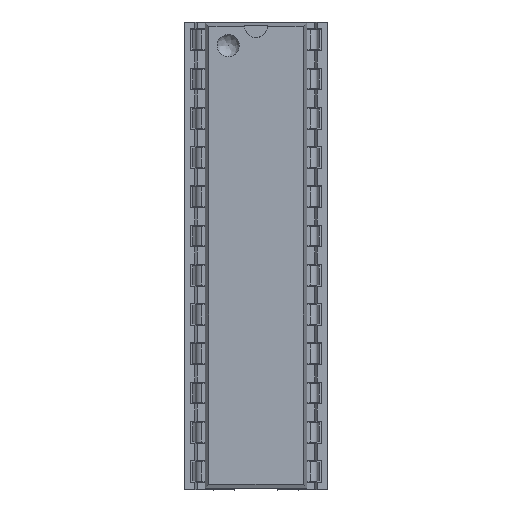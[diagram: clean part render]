
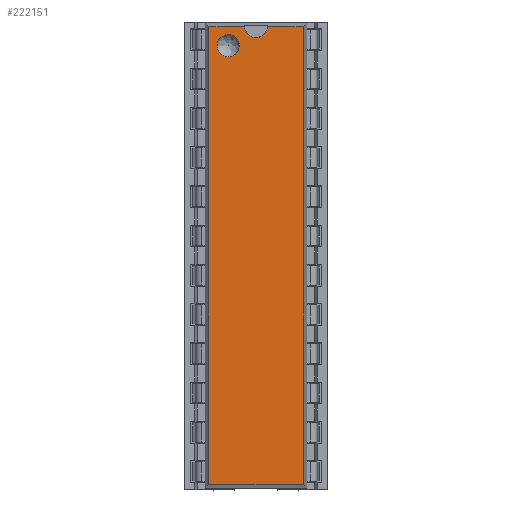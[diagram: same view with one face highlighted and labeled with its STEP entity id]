
A CAD part, top view. The second image highlights one B-rep face of the part: STEP entity #222151.
In plain terms, the highlighted free-form (B-spline) face has degree [1, 1] with [2, 2] control points.
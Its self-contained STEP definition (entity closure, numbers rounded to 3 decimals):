
#220903 = VERTEX_POINT('',#220904);
#220904 = CARTESIAN_POINT('',(0.852,-32.258,
    8.375));
#220909 = EDGE_CURVE('',#220910,#220903,#220912,.T.);
#220910 = VERTEX_POINT('',#220911);
#220911 = CARTESIAN_POINT('',(7.691,-32.258,
    8.375));
#220912 = B_SPLINE_CURVE_WITH_KNOTS('',1,(#220913,#220914),
  .UNSPECIFIED.,.F.,.F.,(2,2),(0.,6.1),.PIECEWISE_BEZIER_KNOTS.);
#220913 = CARTESIAN_POINT('',(7.691,-32.258,
    8.375));
#220914 = CARTESIAN_POINT('',(0.852,-32.258,
    8.375));
#221831 = VERTEX_POINT('',#221832);
#221832 = CARTESIAN_POINT('',(0.852,0.95,
    8.375));
#221837 = EDGE_CURVE('',#220903,#221831,#221838,.T.);
#221838 = B_SPLINE_CURVE_WITH_KNOTS('',1,(#221839,#221840),
  .UNSPECIFIED.,.F.,.F.,(2,2),(0.,29.62),.PIECEWISE_BEZIER_KNOTS.);
#221839 = CARTESIAN_POINT('',(0.852,-32.258,
    8.375));
#221840 = CARTESIAN_POINT('',(0.852,0.95,
    8.375));
#222151 = ADVANCED_FACE('',(#222152,#222185),#222199,.T.);
#222152 = FACE_BOUND('',#222153,.T.);
#222153 = EDGE_LOOP('',(#222154,#222155,#222162,#222169,#222179,#222184)
  );
#222154 = ORIENTED_EDGE('',*,*,#220909,.F.);
#222155 = ORIENTED_EDGE('',*,*,#222156,.F.);
#222156 = EDGE_CURVE('',#222157,#220910,#222159,.T.);
#222157 = VERTEX_POINT('',#222158);
#222158 = CARTESIAN_POINT('',(7.691,0.95,
    8.375));
#222159 = B_SPLINE_CURVE_WITH_KNOTS('',1,(#222160,#222161),
  .UNSPECIFIED.,.F.,.F.,(2,2),(0.,29.62),.PIECEWISE_BEZIER_KNOTS.);
#222160 = CARTESIAN_POINT('',(7.691,0.95,
    8.375));
#222161 = CARTESIAN_POINT('',(7.691,-32.258,
    8.375));
#222162 = ORIENTED_EDGE('',*,*,#222163,.F.);
#222163 = EDGE_CURVE('',#222164,#222157,#222166,.T.);
#222164 = VERTEX_POINT('',#222165);
#222165 = CARTESIAN_POINT('',(5.111,0.95,8.375
    ));
#222166 = B_SPLINE_CURVE_WITH_KNOTS('',1,(#222167,#222168),
  .UNSPECIFIED.,.F.,.F.,(2,2),(3.799,6.1),
  .PIECEWISE_BEZIER_KNOTS.);
#222167 = CARTESIAN_POINT('',(5.111,0.95,8.375
    ));
#222168 = CARTESIAN_POINT('',(7.691,0.95,
    8.375));
#222169 = ORIENTED_EDGE('',*,*,#222170,.F.);
#222170 = EDGE_CURVE('',#222171,#222164,#222173,.T.);
#222171 = VERTEX_POINT('',#222172);
#222172 = CARTESIAN_POINT('',(3.432,0.95,
    8.375));
#222173 = ( BOUNDED_CURVE() B_SPLINE_CURVE(2,(#222174,#222175,#222176,
#222177,#222178),.UNSPECIFIED.,.F.,.F.) B_SPLINE_CURVE_WITH_KNOTS((3,2,3
    ),(1.624,3.142,4.659),
.PIECEWISE_BEZIER_KNOTS.) CURVE() GEOMETRIC_REPRESENTATION_ITEM() 
RATIONAL_B_SPLINE_CURVE((1.,0.726,1.,0.726,1.)) 
REPRESENTATION_ITEM('') );
#222174 = CARTESIAN_POINT('',(3.432,0.95,
    8.375));
#222175 = CARTESIAN_POINT('',(3.474,0.154,
    8.375));
#222176 = CARTESIAN_POINT('',(4.272,0.154,
    8.375));
#222177 = CARTESIAN_POINT('',(5.069,0.154,
    8.375));
#222178 = CARTESIAN_POINT('',(5.111,0.95,8.375
    ));
#222179 = ORIENTED_EDGE('',*,*,#222180,.F.);
#222180 = EDGE_CURVE('',#221831,#222171,#222181,.T.);
#222181 = B_SPLINE_CURVE_WITH_KNOTS('',1,(#222182,#222183),
  .UNSPECIFIED.,.F.,.F.,(2,2),(0.,2.301),
  .PIECEWISE_BEZIER_KNOTS.);
#222182 = CARTESIAN_POINT('',(0.852,0.95,
    8.375));
#222183 = CARTESIAN_POINT('',(3.432,0.95,
    8.375));
#222184 = ORIENTED_EDGE('',*,*,#221837,.F.);
#222185 = FACE_BOUND('',#222186,.T.);
#222186 = EDGE_LOOP('',(#222187));
#222187 = ORIENTED_EDGE('',*,*,#222188,.F.);
#222188 = EDGE_CURVE('',#222189,#222189,#222191,.T.);
#222189 = VERTEX_POINT('',#222190);
#222190 = CARTESIAN_POINT('',(1.446,-0.429,
    8.375));
#222191 = ( BOUNDED_CURVE() B_SPLINE_CURVE(2,(#222192,#222193,#222194,
    #222195,#222196,#222197,#222198),.UNSPECIFIED.,.T.,.F.) 
B_SPLINE_CURVE_WITH_KNOTS((1,2,2,2,2,1),(-2.094,0.,
    2.094,4.189,6.283,8.378),
.UNSPECIFIED.) CURVE() GEOMETRIC_REPRESENTATION_ITEM() 
RATIONAL_B_SPLINE_CURVE((1.,0.5,1.,0.5,1.,0.5,1.)) REPRESENTATION_ITEM(
  '') );
#222192 = CARTESIAN_POINT('',(1.446,-0.429,
    8.375));
#222193 = CARTESIAN_POINT('',(1.446,-1.827,
    8.375));
#222194 = CARTESIAN_POINT('',(2.657,-1.128,
    8.375));
#222195 = CARTESIAN_POINT('',(3.868,-0.429,
    8.375));
#222196 = CARTESIAN_POINT('',(2.657,0.27,8.375
    ));
#222197 = CARTESIAN_POINT('',(1.446,0.969,
    8.375));
#222198 = CARTESIAN_POINT('',(1.446,-0.429,
    8.375));
#222199 = B_SPLINE_SURFACE_WITH_KNOTS('',1,1,(
    (#222200,#222201)
    ,(#222202,#222203
    )),.UNSPECIFIED.,.F.,.F.,.F.,(2,2),(2,2),(0.,30.242),(
    -5.975,5.975),.PIECEWISE_BEZIER_KNOTS.);
#222200 = CARTESIAN_POINT('',(14.252,-30.907,
    8.375));
#222201 = CARTESIAN_POINT('',(1.13,-33.609,
    8.375));
#222202 = CARTESIAN_POINT('',(7.413,2.301,
    8.375));
#222203 = CARTESIAN_POINT('',(-5.709,-0.401,
    8.375));
